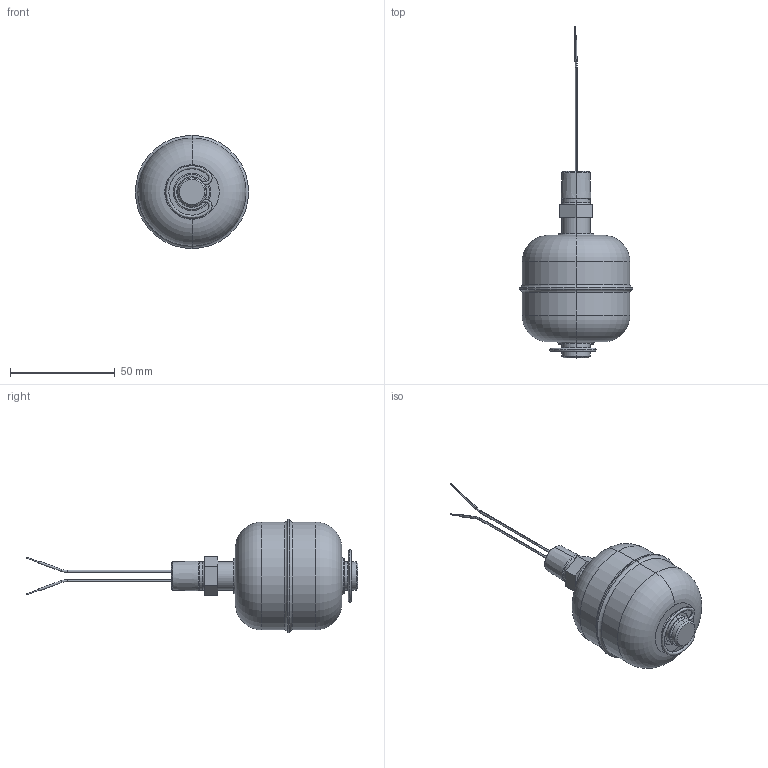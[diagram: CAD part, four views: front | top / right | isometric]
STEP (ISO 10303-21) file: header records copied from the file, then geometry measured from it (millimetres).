
FILE_DESCRIPTION (( 'STEP AP214' ), '1' );
FILE_NAME ('FLS-VL-400.STEP', '2014-01-31T18:41:13', ( '' ), ( '' ), 'SwSTEP 2.0', 'SolidWorks 2013', '' );
FILE_SCHEMA (( 'AUTOMOTIVE_DESIGN' ));
Length unit declared in the file: inch
Products named in the file (1): FLS-VL-400
Bounding box: 53.98 x 158.22 x 53.98 mm (x, y, z)
Volume: 94122.6 mm3; surface area: 20965 mm2
Topology: 6 solids, 6 shells, 94 faces, 190 edges, 116 vertices
Faces by surface type: cylinder 34, plane 26, torus 18, cone 8, bspline 8
Entity records: 4259 total; most frequent: CARTESIAN_POINT 2155, DIRECTION 462, ORIENTED_EDGE 380, AXIS2_PLACEMENT_3D 201, EDGE_CURVE 190, VERTEX_POINT 116, CIRCLE 114, EDGE_LOOP 104
